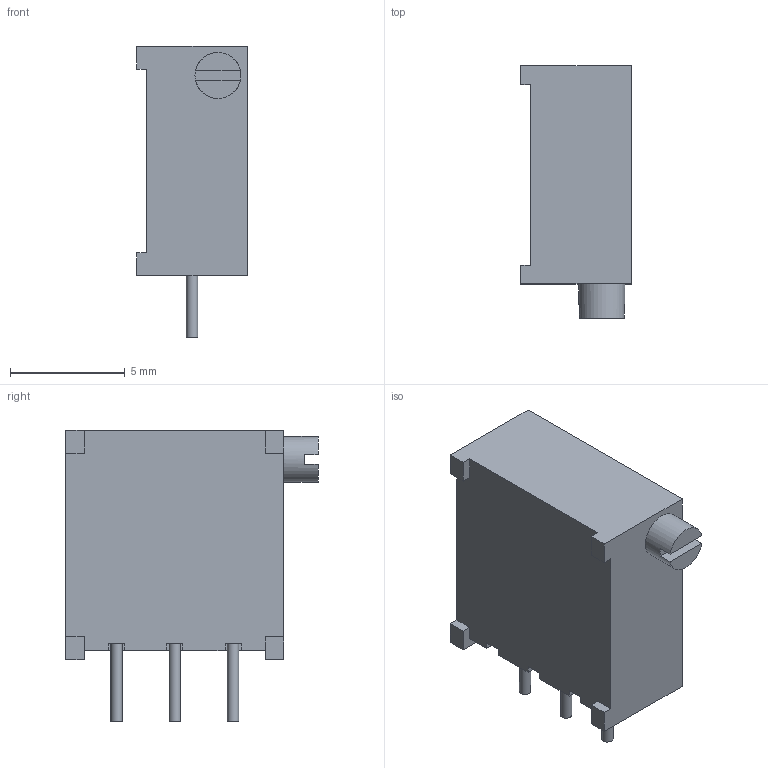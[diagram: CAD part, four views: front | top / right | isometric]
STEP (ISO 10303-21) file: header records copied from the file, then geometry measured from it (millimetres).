
FILE_DESCRIPTION(/* description */ (''),/* implementation_level */ '2;1');
FILE_NAME(/* name */ '3296X-V.stp',/* time_stamp */ '2024-01-25T15:42:09+03:00',/* author */ ('crscnt'),/* organization */ (''),/* preprocessor_version */ 'ST-DEVELOPER v19',/* originating_system */ 'Autodesk Inventor 2023',/* authorisation */ '');
FILE_SCHEMA (('AUTOMOTIVE_DESIGN { 1 0 10303 214 3 1 1 }'));
Length unit declared in the file: millimetre
Products named in the file (1): 3296
Bounding box: 4.8 x 11 x 12.7 mm (x, y, z)
Volume: 409.9 mm3; surface area: 399.8 mm2
Topology: 4 solids, 4 shells, 242 faces, 666 edges, 444 vertices
Faces by surface type: plane 139, bspline 99, cylinder 4
Full cylindrical faces by diameter (mm): 0.5 x3, 2 x1
Entity records: 8746 total; most frequent: CARTESIAN_POINT 2935, ORIENTED_EDGE 1332, DIRECTION 768, EDGE_CURVE 666, LINE 456, VECTOR 456, VERTEX_POINT 444, EDGE_LOOP 254
